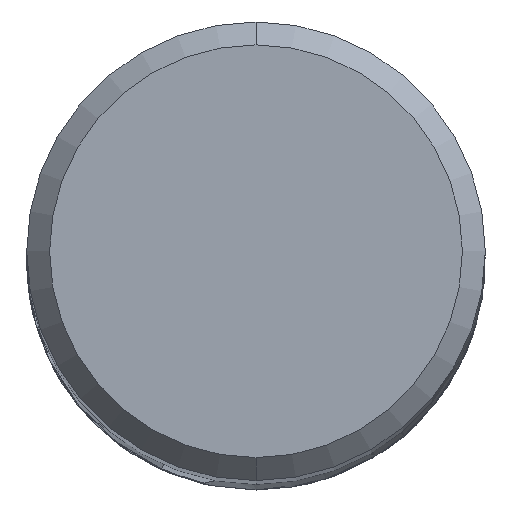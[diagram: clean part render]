
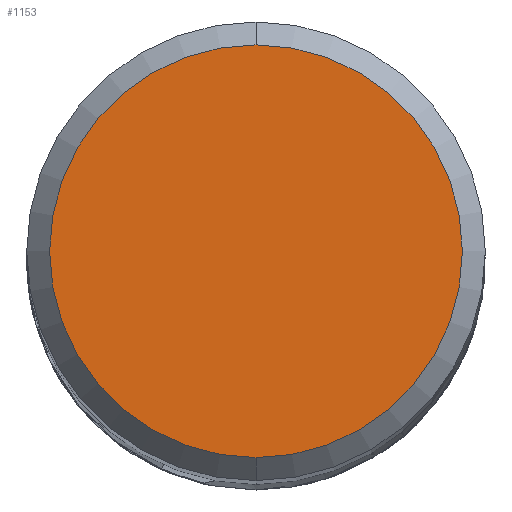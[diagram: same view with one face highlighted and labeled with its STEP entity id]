
A CAD part, top view. The second image highlights one B-rep face of the part: STEP entity #1153.
In plain terms, the highlighted planar face has unit normal (0, 0, 1).
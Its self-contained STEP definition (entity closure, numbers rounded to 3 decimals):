
#501=VERTEX_POINT('',#1419);
#767=VERTEX_POINT('',#1712);
#945=EDGE_CURVE('',#501,#767,#1906,.T.);
#1153=ADVANCED_FACE('',(#2125),#2126,.T.);
#1155=EDGE_CURVE('',#767,#501,#2128,.T.);
#1419=CARTESIAN_POINT('',(0.0,3.6,0.0));
#1712=CARTESIAN_POINT('',(0.,-3.6,0.0));
#1906=CIRCLE('',#8542,3.6);
#2125=FACE_OUTER_BOUND('',#10262,.T.);
#2126=PLANE('',#10263);
#2128=CIRCLE('',#10266,3.6);
#8542=AXIS2_PLACEMENT_3D('',#13326,#13327,#13328);
#10262=EDGE_LOOP('',(#13472,#13473));
#10263=AXIS2_PLACEMENT_3D('',#13474,#13475,#13476);
#10266=AXIS2_PLACEMENT_3D('',#13477,#13478,#13479);
#13326=CARTESIAN_POINT('',(0.0,0.0,0.0));
#13327=DIRECTION('',(0.0,0.0,-1.0));
#13328=DIRECTION('',(0.0,1.0,0.0));
#13472=ORIENTED_EDGE('',*,*,#945,.F.);
#13473=ORIENTED_EDGE('',*,*,#1155,.F.);
#13474=CARTESIAN_POINT('',(0.0,1.8,0.0));
#13475=DIRECTION('',(-0.0,0.0,1.0));
#13476=DIRECTION('',(0.0,-1.0,0.0));
#13477=CARTESIAN_POINT('',(0.0,0.0,0.0));
#13478=DIRECTION('',(0.0,0.0,-1.0));
#13479=DIRECTION('',(0.0,1.0,0.0));
